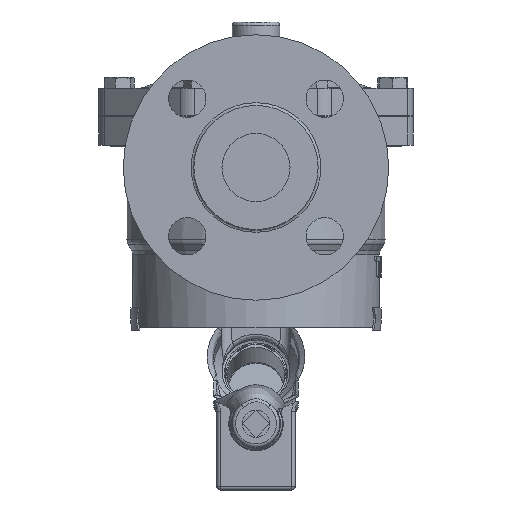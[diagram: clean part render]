
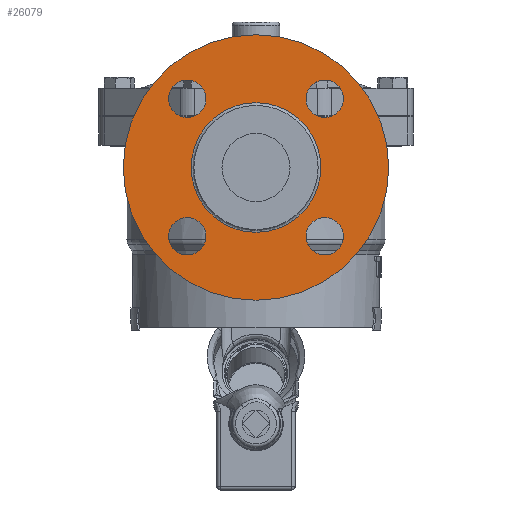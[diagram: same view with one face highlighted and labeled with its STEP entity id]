
A CAD part, left-side view. The second image highlights one B-rep face of the part: STEP entity #26079.
In plain terms, the highlighted planar face has unit normal (-1, 0, 0).
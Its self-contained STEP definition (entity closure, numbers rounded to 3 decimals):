
#25620=CARTESIAN_POINT('',(-135.4,29.411,-70.411));
#25621=VERTEX_POINT('',#25620);
#25622=CARTESIAN_POINT('',(-135.4,40.411,-70.411));
#25623=DIRECTION('',(1.0,0.0,0.0));
#25624=DIRECTION('',(0.0,1.0,0.0));
#25625=AXIS2_PLACEMENT_3D('',#25622,#25623,#25624);
#25626=CIRCLE('',#25625,11.0);
#25627=EDGE_CURVE('',#25621,#25621,#25626,.T.);
#25669=CARTESIAN_POINT('',(-135.4,-40.411,-59.411));
#25670=VERTEX_POINT('',#25669);
#25671=CARTESIAN_POINT('',(-135.4,-40.411,-70.411));
#25672=DIRECTION('',(1.0,0.0,0.0));
#25673=DIRECTION('',(0.0,0.0,-1.0));
#25674=AXIS2_PLACEMENT_3D('',#25671,#25672,#25673);
#25675=CIRCLE('',#25674,11.0);
#25676=EDGE_CURVE('',#25670,#25670,#25675,.T.);
#25718=CARTESIAN_POINT('',(-135.4,-29.411,10.411));
#25719=VERTEX_POINT('',#25718);
#25720=CARTESIAN_POINT('',(-135.4,-40.411,10.411));
#25721=DIRECTION('',(1.0,0.0,0.0));
#25722=DIRECTION('',(0.0,-1.0,0.0));
#25723=AXIS2_PLACEMENT_3D('',#25720,#25721,#25722);
#25724=CIRCLE('',#25723,11.0);
#25725=EDGE_CURVE('',#25719,#25719,#25724,.T.);
#25778=CARTESIAN_POINT('',(-135.4,40.411,-0.589));
#25779=VERTEX_POINT('',#25778);
#25780=CARTESIAN_POINT('',(-135.4,40.411,10.411));
#25781=DIRECTION('',(1.0,0.0,0.0));
#25782=DIRECTION('',(0.0,0.0,1.0));
#25783=AXIS2_PLACEMENT_3D('',#25780,#25781,#25782);
#25784=CIRCLE('',#25783,11.0);
#25785=EDGE_CURVE('',#25779,#25779,#25784,.T.);
#25877=CARTESIAN_POINT('',(-135.4,0.,48.));
#25878=VERTEX_POINT('',#25877);
#25879=CARTESIAN_POINT('',(-135.4,0.0,-30.));
#25880=DIRECTION('',(1.0,0.0,0.0));
#25881=DIRECTION('',(0.0,0.0,-1.0));
#25882=AXIS2_PLACEMENT_3D('',#25879,#25880,#25881);
#25883=CIRCLE('',#25882,78.0);
#25884=EDGE_CURVE('',#25878,#25878,#25883,.T.);
#26033=CARTESIAN_POINT('',(-135.4,0.,8.1));
#26034=VERTEX_POINT('',#26033);
#26035=CARTESIAN_POINT('',(-135.4,0.0,-30.));
#26036=DIRECTION('',(-1.0,0.0,0.0));
#26037=DIRECTION('',(0.0,0.0,-1.0));
#26038=AXIS2_PLACEMENT_3D('',#26035,#26036,#26037);
#26039=CIRCLE('',#26038,38.1);
#26040=EDGE_CURVE('',#26034,#26034,#26039,.T.);
#26056=CARTESIAN_POINT('',(-135.4,0.0,-30.));
#26057=DIRECTION('',(1.0,0.0,0.0));
#26058=DIRECTION('',(0.0,0.0,-1.0));
#26059=AXIS2_PLACEMENT_3D('',#26056,#26057,#26058);
#26060=PLANE('',#26059);
#26061=ORIENTED_EDGE('',*,*,#25884,.F.);
#26062=EDGE_LOOP('',(#26061));
#26063=FACE_OUTER_BOUND('',#26062,.T.);
#26064=ORIENTED_EDGE('',*,*,#25627,.T.);
#26065=EDGE_LOOP('',(#26064));
#26066=FACE_BOUND('',#26065,.T.);
#26067=ORIENTED_EDGE('',*,*,#25676,.T.);
#26068=EDGE_LOOP('',(#26067));
#26069=FACE_BOUND('',#26068,.T.);
#26070=ORIENTED_EDGE('',*,*,#25725,.T.);
#26071=EDGE_LOOP('',(#26070));
#26072=FACE_BOUND('',#26071,.T.);
#26073=ORIENTED_EDGE('',*,*,#25785,.T.);
#26074=EDGE_LOOP('',(#26073));
#26075=FACE_BOUND('',#26074,.T.);
#26076=ORIENTED_EDGE('',*,*,#26040,.F.);
#26077=EDGE_LOOP('',(#26076));
#26078=FACE_BOUND('',#26077,.T.);
#26079=ADVANCED_FACE('',(#26063,#26066,#26069,#26072,#26075,#26078),#26060,.F.);
